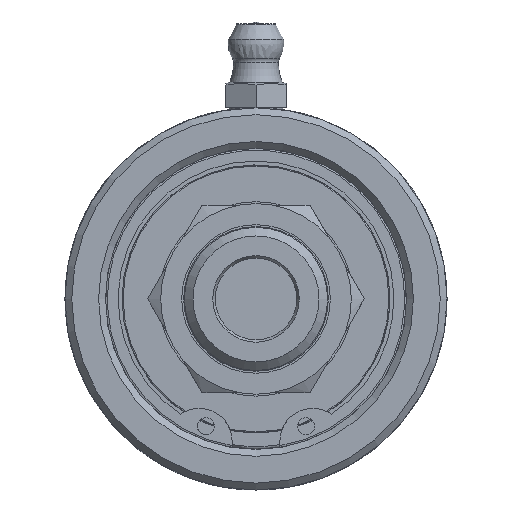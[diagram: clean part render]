
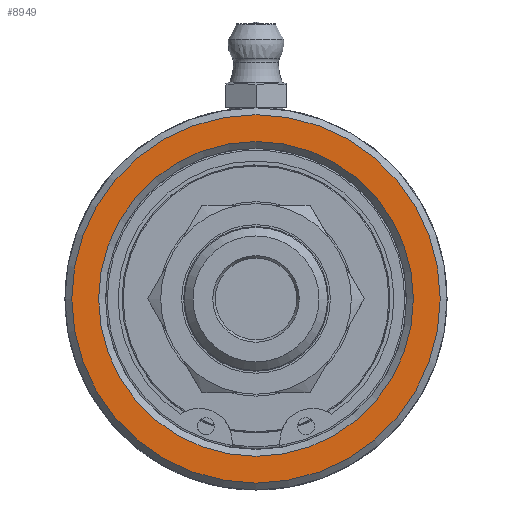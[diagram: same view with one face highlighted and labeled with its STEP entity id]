
A CAD part, left-side view. The second image highlights one B-rep face of the part: STEP entity #8949.
In plain terms, the highlighted planar face has unit normal (-1, 0, 0).
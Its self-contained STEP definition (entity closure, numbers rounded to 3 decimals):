
#118=FACE_BOUND('',#2146,.T.);
#945=CIRCLE('',#9603,21.45);
#946=CIRCLE('',#9605,18.325);
#1164=PLANE('',#9604);
#1595=FACE_OUTER_BOUND('',#2145,.T.);
#2145=EDGE_LOOP('',(#7972));
#2146=EDGE_LOOP('',(#7973));
#4311=VERTEX_POINT('',#59361);
#4312=VERTEX_POINT('',#59365);
#5566=EDGE_CURVE('',#4311,#4311,#945,.T.);
#5567=EDGE_CURVE('',#4312,#4312,#946,.T.);
#7972=ORIENTED_EDGE('',*,*,#5566,.F.);
#7973=ORIENTED_EDGE('',*,*,#5567,.F.);
#8949=ADVANCED_FACE('',(#1595,#118),#1164,.F.);
#9603=AXIS2_PLACEMENT_3D('',#59363,#11273,#11274);
#9604=AXIS2_PLACEMENT_3D('',#59364,#11275,#11276);
#9605=AXIS2_PLACEMENT_3D('',#59366,#11277,#11278);
#11273=DIRECTION('center_axis',(1.,0.,0.));
#11274=DIRECTION('ref_axis',(0.,0.,-1.));
#11275=DIRECTION('center_axis',(1.,0.,0.));
#11276=DIRECTION('ref_axis',(0.,0.,-1.));
#11277=DIRECTION('center_axis',(-1.,0.,0.));
#11278=DIRECTION('ref_axis',(0.,0.,-1.));
#59361=CARTESIAN_POINT('',(26.36,0.,21.45));
#59363=CARTESIAN_POINT('Origin',(26.36,0.,0.));
#59364=CARTESIAN_POINT('Origin',(26.36,0.,-22.25));
#59365=CARTESIAN_POINT('',(26.36,0.,18.325));
#59366=CARTESIAN_POINT('Origin',(26.36,0.,0.));
